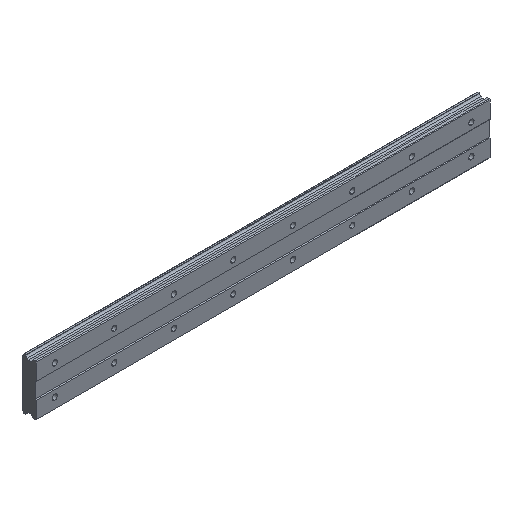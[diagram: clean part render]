
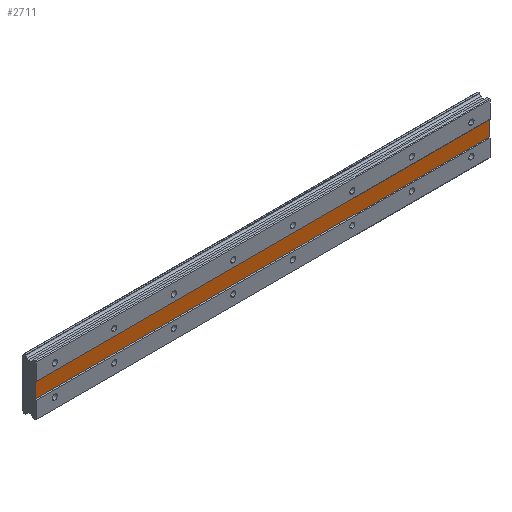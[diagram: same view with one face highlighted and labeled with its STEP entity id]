
A CAD part, isometric view. The second image highlights one B-rep face of the part: STEP entity #2711.
In plain terms, the highlighted planar face has unit normal (0, -1, 0).
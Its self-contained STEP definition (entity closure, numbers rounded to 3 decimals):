
#24 = VECTOR ( 'NONE', #2564, 1000. ) ;
#27 = LINE ( 'NONE', #2528, #24 ) ;
#43 = DIRECTION ( 'NONE',  ( 1., 0., 0. ) ) ;
#304 = ORIENTED_EDGE ( 'NONE', *, *, #3039, .T. ) ;
#334 = CARTESIAN_POINT ( 'NONE',  ( 585., 1., -10. ) ) ;
#652 = CARTESIAN_POINT ( 'NONE',  ( 585., 1., -10. ) ) ;
#789 = EDGE_CURVE ( 'NONE', #1983, #3438, #2352, .T. ) ;
#842 = DIRECTION ( 'NONE',  ( 1., 0., 0. ) ) ;
#920 = LINE ( 'NONE', #652, #3046 ) ;
#1008 = PLANE ( 'NONE',  #1481 ) ;
#1036 = VERTEX_POINT ( 'NONE', #1169 ) ;
#1045 = EDGE_CURVE ( 'NONE', #1036, #3395, #27, .T. ) ;
#1146 = CARTESIAN_POINT ( 'NONE',  ( 585., 1., 10. ) ) ;
#1169 = CARTESIAN_POINT ( 'NONE',  ( -25., 1., 10. ) ) ;
#1481 = AXIS2_PLACEMENT_3D ( 'NONE', #2368, #2090, #2127 ) ;
#1493 = CARTESIAN_POINT ( 'NONE',  ( 585., 1., 10. ) ) ;
#1505 = CARTESIAN_POINT ( 'NONE',  ( 585., 1., 34.482 ) ) ;
#1669 = CARTESIAN_POINT ( 'NONE',  ( -25., 1., -10. ) ) ;
#1730 = EDGE_LOOP ( 'NONE', ( #304, #2448, #3492, #2483 ) ) ;
#1812 = DIRECTION ( 'NONE',  ( 0., 0., -1. ) ) ;
#1950 = VECTOR ( 'NONE', #43, 1000. ) ;
#1983 = VERTEX_POINT ( 'NONE', #1493 ) ;
#2090 = DIRECTION ( 'NONE',  ( 0., 1., 0. ) ) ;
#2127 = DIRECTION ( 'NONE',  ( 0., 0., 1. ) ) ;
#2352 = LINE ( 'NONE', #1505, #2937 ) ;
#2368 = CARTESIAN_POINT ( 'NONE',  ( 585., 1., 10. ) ) ;
#2400 = FACE_OUTER_BOUND ( 'NONE', #1730, .T. ) ;
#2448 = ORIENTED_EDGE ( 'NONE', *, *, #789, .F. ) ;
#2483 = ORIENTED_EDGE ( 'NONE', *, *, #1045, .T. ) ;
#2528 = CARTESIAN_POINT ( 'NONE',  ( -25., 1., 34.482 ) ) ;
#2564 = DIRECTION ( 'NONE',  ( 0., 0., -1. ) ) ;
#2599 = LINE ( 'NONE', #1146, #1950 ) ;
#2711 = ADVANCED_FACE ( 'NONE', ( #2400 ), #1008, .F. ) ;
#2937 = VECTOR ( 'NONE', #1812, 1000. ) ;
#3039 = EDGE_CURVE ( 'NONE', #3395, #3438, #920, .T. ) ;
#3046 = VECTOR ( 'NONE', #842, 1000. ) ;
#3199 = EDGE_CURVE ( 'NONE', #1036, #1983, #2599, .T. ) ;
#3395 = VERTEX_POINT ( 'NONE', #1669 ) ;
#3438 = VERTEX_POINT ( 'NONE', #334 ) ;
#3492 = ORIENTED_EDGE ( 'NONE', *, *, #3199, .F. ) ;
